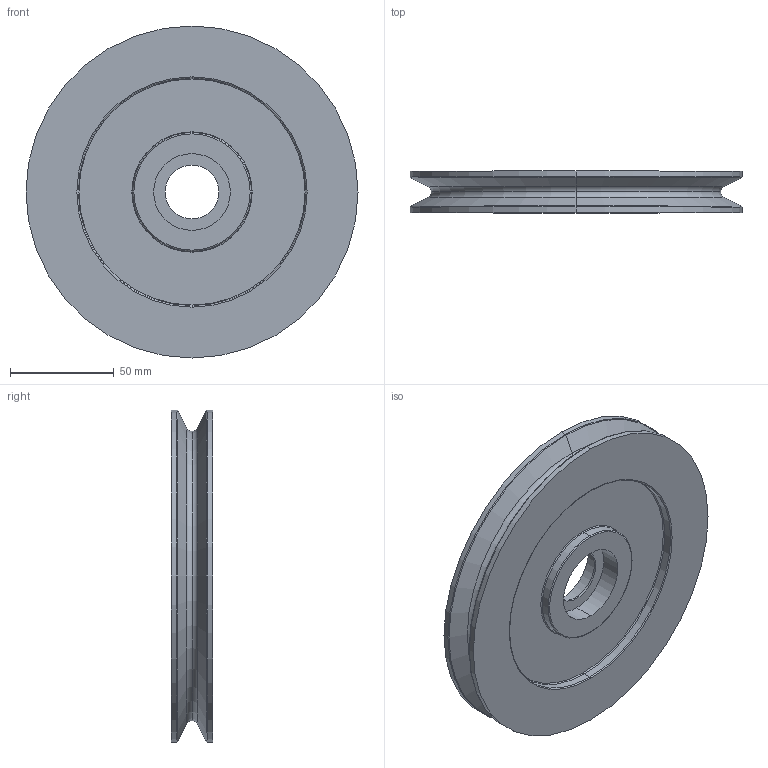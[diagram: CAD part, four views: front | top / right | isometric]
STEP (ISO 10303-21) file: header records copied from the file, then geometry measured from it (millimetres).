
FILE_DESCRIPTION (( 'STEP AP203' ), '1' );
FILE_NAME ('TETE_POULIE.STEP', '2024-03-16T14:41:24', ( '' ), ( '' ), 'SwSTEP 2.0', 'SolidWorks 2023', '' );
FILE_SCHEMA (( 'CONFIG_CONTROL_DESIGN' ));
Length unit declared in the file: millimetre
Products named in the file (1): TETE_POULIE
Bounding box: 160 x 20 x 160 mm (x, y, z)
Volume: 268714.2 mm3; surface area: 61301.5 mm2
Topology: 1 solids, 1 shells, 54 faces, 108 edges, 62 vertices
Faces by surface type: torus 24, cylinder 18, plane 8, cone 4
Entity records: 1499 total; most frequent: DIRECTION 304, CARTESIAN_POINT 225, ORIENTED_EDGE 216, AXIS2_PLACEMENT_3D 141, EDGE_CURVE 108, CIRCLE 86, VERTEX_POINT 62, EDGE_LOOP 62
